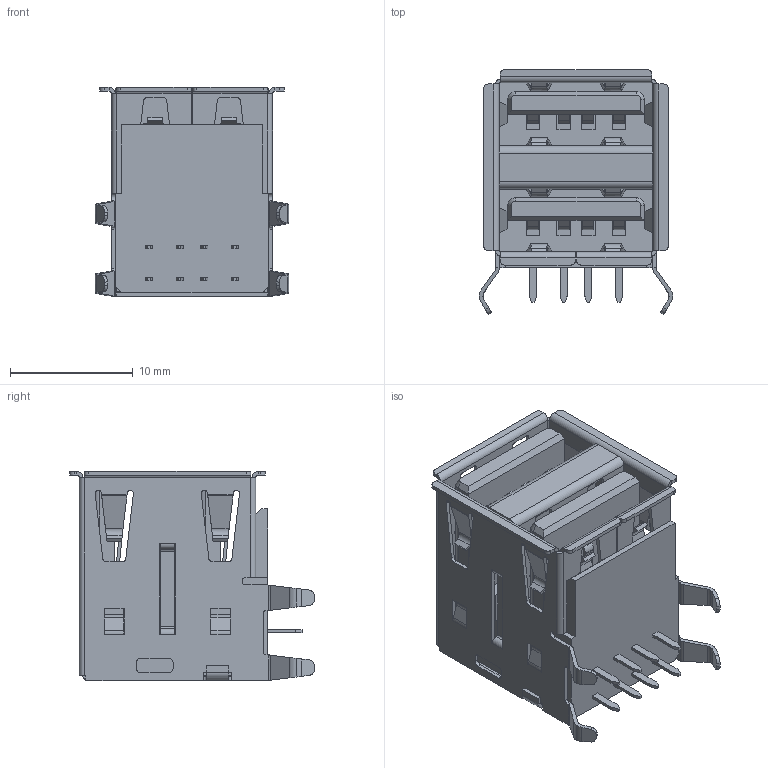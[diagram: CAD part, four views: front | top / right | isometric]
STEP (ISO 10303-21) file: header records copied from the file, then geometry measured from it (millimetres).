
FILE_DESCRIPTION (( 'STEP AP214' ), '1' );
FILE_NAME ('USB1035-GF-P-0-B-B.STEP', '2022-10-22T17:51:35', ( '' ), ( '' ), 'SwSTEP 2.0', 'SolidWorks 2017', '' );
FILE_SCHEMA (( 'AUTOMOTIVE_DESIGN' ));
Length unit declared in the file: millimetre
Products named in the file (1): USB1035-GF-P-0-B-B
Bounding box: 15.73 x 19.89 x 17 mm (x, y, z)
Volume: 2172.8 mm3; surface area: 4217.6 mm2
Topology: 19 solids, 19 shells, 853 faces, 2315 edges, 1492 vertices
Faces by surface type: plane 590, cylinder 259, cone 4
Entity records: 26743 total; most frequent: CARTESIAN_POINT 5141, ORIENTED_EDGE 4630, DIRECTION 4233, EDGE_CURVE 2315, VECTOR 1785, LINE 1785, VERTEX_POINT 1492, AXIS2_PLACEMENT_3D 1224
